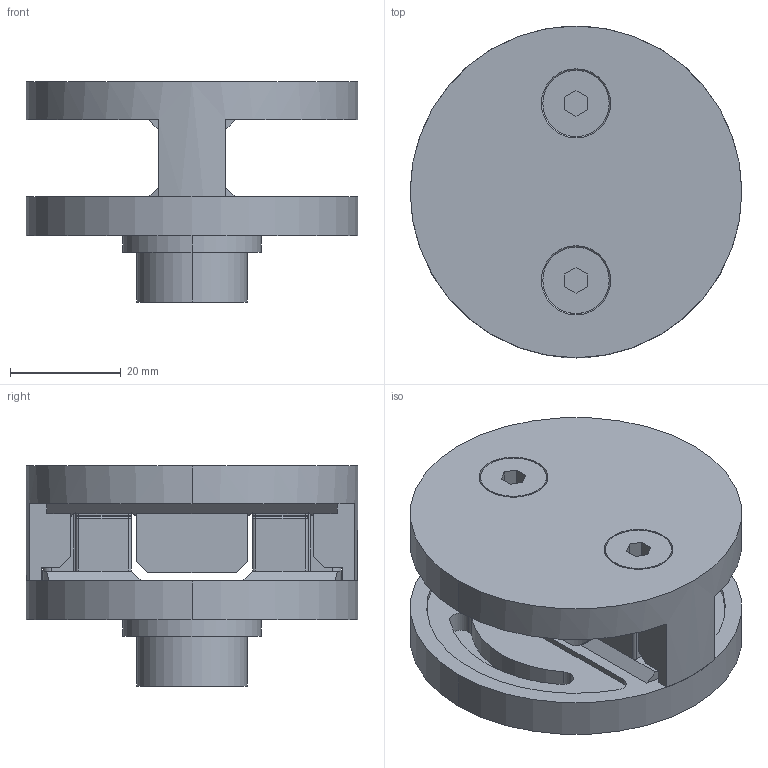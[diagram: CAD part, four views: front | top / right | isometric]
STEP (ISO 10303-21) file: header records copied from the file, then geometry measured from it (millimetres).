
FILE_DESCRIPTION (( 'STEP AP203' ), '1' );
FILE_NAME ('A_4100-700.STEP', '2020-01-14T11:02:29', ( '' ), ( '' ), 'SwSTEP 2.0', 'SolidWorks 2019', '' );
FILE_SCHEMA (( 'CONFIG_CONTROL_DESIGN' ));
Length unit declared in the file: millimetre
Products named in the file (5): A_4100-700.P3; Skrutka DIN 7991_Skrutka M 6x 12; A_4100-700.P2; A_4100-700; A_4100-700.P1
Assembly tree (5 placements, depth 2):
  A_4100-700
    A_4100-700.P1
    A_4100-700.P2
    A_4100-700.P3
    Skrutka DIN 7991_Skrutka M 6x 12  x2
Bounding box: 60 x 60 x 39.8 mm (x, y, z)
Volume: 41509.1 mm3; surface area: 23645.2 mm2
Topology: 5 solids, 5 shells, 365 faces, 901 edges, 550 vertices
Faces by surface type: cylinder 149, plane 144, bspline 44, cone 28
Entity records: 11628 total; most frequent: CARTESIAN_POINT 2983, DIRECTION 1721, ORIENTED_EDGE 1694, EDGE_CURVE 847, AXIS2_PLACEMENT_3D 626, VERTEX_POINT 526, LINE 469, VECTOR 469
